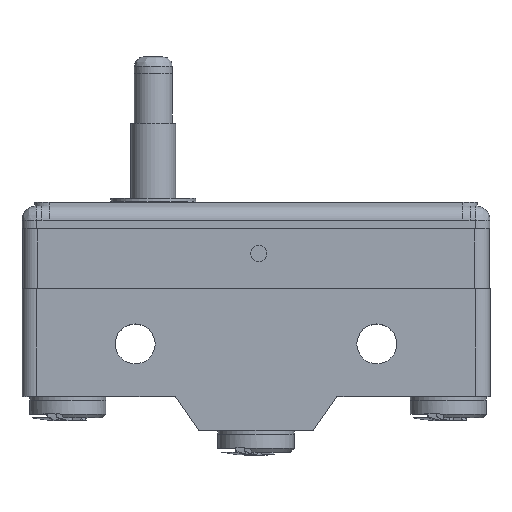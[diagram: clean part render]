
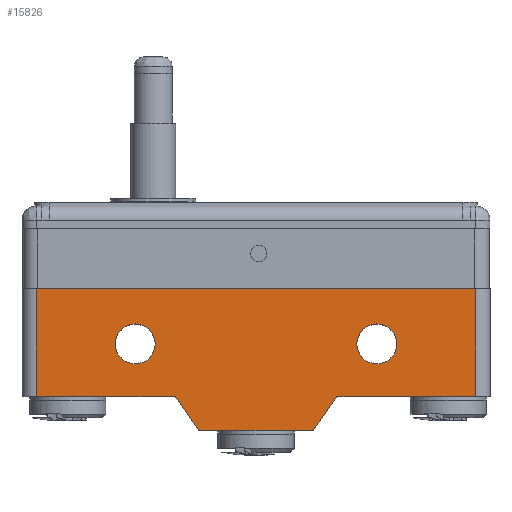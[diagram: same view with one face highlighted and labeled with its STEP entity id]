
A CAD part, top view. The second image highlights one B-rep face of the part: STEP entity #15826.
In plain terms, the highlighted planar face has unit normal (0, 0, 1).
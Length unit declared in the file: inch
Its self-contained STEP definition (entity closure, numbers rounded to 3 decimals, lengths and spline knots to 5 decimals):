
#225 = EDGE_LOOP ( 'NONE', ( #7955 ) ) ;
#299 = VECTOR ( 'NONE', #6506, 39.37008 ) ;
#426 = DIRECTION ( 'NONE',  ( -1., 0., 0. ) ) ;
#585 = EDGE_CURVE ( 'NONE', #4093, #20561, #9264, .T. ) ;
#613 = CARTESIAN_POINT ( 'NONE',  ( 0.9685, -0.83465, 0.3435 ) ) ;
#903 = LINE ( 'NONE', #2822, #8753 ) ;
#963 = CARTESIAN_POINT ( 'NONE',  ( -0.33418, -0.69291, 0.3435 ) ) ;
#986 = ORIENTED_EDGE ( 'NONE', *, *, #585, .F. ) ;
#1096 = EDGE_CURVE ( 'NONE', #8848, #11910, #9371, .T. ) ;
#1253 = ORIENTED_EDGE ( 'NONE', *, *, #5025, .T. ) ;
#1319 = EDGE_CURVE ( 'NONE', #20723, #4093, #20907, .T. ) ;
#1420 = CARTESIAN_POINT ( 'NONE',  ( 0.90945, -0.24803, 0.3435 ) ) ;
#1899 = CARTESIAN_POINT ( 'NONE',  ( 0.9685, -0.69291, 0.3435 ) ) ;
#1950 = VECTOR ( 'NONE', #21531, 39.37008 ) ;
#2379 = DIRECTION ( 'NONE',  ( -0.569, 0.823, 0. ) ) ;
#2422 = EDGE_CURVE ( 'NONE', #19303, #8848, #903, .T. ) ;
#2481 = LINE ( 'NONE', #2798, #1950 ) ;
#2798 = CARTESIAN_POINT ( 'NONE',  ( 0.90945, -0.69291, 0.3435 ) ) ;
#2822 = CARTESIAN_POINT ( 'NONE',  ( -0.23622, -0.83465, 0.3435 ) ) ;
#2973 = VERTEX_POINT ( 'NONE', #8421 ) ;
#3299 = CARTESIAN_POINT ( 'NONE',  ( 0.90945, -0.69291, 0.3435 ) ) ;
#3338 = FACE_BOUND ( 'NONE', #21159, .T. ) ;
#3581 = EDGE_CURVE ( 'NONE', #20561, #19303, #10228, .T. ) ;
#3598 = DIRECTION ( 'NONE',  ( 0., 0., -1. ) ) ;
#4093 = VERTEX_POINT ( 'NONE', #13365 ) ;
#4670 = CARTESIAN_POINT ( 'NONE',  ( 0.9685, -0.69291, 0.3435 ) ) ;
#5025 = EDGE_CURVE ( 'NONE', #10973, #13532, #21260, .T. ) ;
#5295 = AXIS2_PLACEMENT_3D ( 'NONE', #1899, #3598, #426 ) ;
#5340 = DIRECTION ( 'NONE',  ( 0., 1., 0. ) ) ;
#5710 = FACE_BOUND ( 'NONE', #225, .T. ) ;
#6257 = CIRCLE ( 'NONE', #16364, 0.08268 ) ;
#6506 = DIRECTION ( 'NONE',  ( -0.572, -0.82, 0. ) ) ;
#7004 = FACE_OUTER_BOUND ( 'NONE', #19137, .T. ) ;
#7189 = DIRECTION ( 'NONE',  ( 0., 0., 1. ) ) ;
#7695 = CARTESIAN_POINT ( 'NONE',  ( -1.04331, -0.24803, 0.3435 ) ) ;
#7912 = DIRECTION ( 'NONE',  ( 1., 0., 0. ) ) ;
#7955 = ORIENTED_EDGE ( 'NONE', *, *, #15894, .F. ) ;
#8299 = VECTOR ( 'NONE', #9101, 39.37008 ) ;
#8421 = CARTESIAN_POINT ( 'NONE',  ( 0.58268, -0.47638, 0.3435 ) ) ;
#8457 = EDGE_CURVE ( 'NONE', #11910, #13532, #14094, .T. ) ;
#8753 = VECTOR ( 'NONE', #2379, 39.37008 ) ;
#8838 = VECTOR ( 'NONE', #5340, 39.37008 ) ;
#8848 = VERTEX_POINT ( 'NONE', #963 ) ;
#9028 = VERTEX_POINT ( 'NONE', #15154 ) ;
#9101 = DIRECTION ( 'NONE',  ( -1., 0., 0. ) ) ;
#9264 = LINE ( 'NONE', #10148, #299 ) ;
#9358 = ORIENTED_EDGE ( 'NONE', *, *, #1319, .F. ) ;
#9371 = LINE ( 'NONE', #15671, #8299 ) ;
#9497 = ORIENTED_EDGE ( 'NONE', *, *, #8457, .F. ) ;
#9544 = ORIENTED_EDGE ( 'NONE', *, *, #2422, .F. ) ;
#9584 = DIRECTION ( 'NONE',  ( -1., 0., 0. ) ) ;
#9978 = ORIENTED_EDGE ( 'NONE', *, *, #3581, .F. ) ;
#10148 = CARTESIAN_POINT ( 'NONE',  ( 0.33511, -0.69291, 0.3435 ) ) ;
#10228 = LINE ( 'NONE', #613, #15467 ) ;
#10264 = CIRCLE ( 'NONE', #15550, 0.08268 ) ;
#10481 = CARTESIAN_POINT ( 'NONE',  ( 0.5, -0.47638, 0.3435 ) ) ;
#10973 = VERTEX_POINT ( 'NONE', #1420 ) ;
#11161 = CARTESIAN_POINT ( 'NONE',  ( -0.90945, -0.69291, 0.3435 ) ) ;
#11910 = VERTEX_POINT ( 'NONE', #11161 ) ;
#12076 = PLANE ( 'NONE',  #5295 ) ;
#12520 = CARTESIAN_POINT ( 'NONE',  ( -0.23622, -0.83465, 0.3435 ) ) ;
#12617 = ORIENTED_EDGE ( 'NONE', *, *, #17154, .F. ) ;
#13365 = CARTESIAN_POINT ( 'NONE',  ( 0.33511, -0.69291, 0.3435 ) ) ;
#13532 = VERTEX_POINT ( 'NONE', #19097 ) ;
#13676 = CARTESIAN_POINT ( 'NONE',  ( -0.90945, -0.69291, 0.3435 ) ) ;
#14094 = LINE ( 'NONE', #13676, #8838 ) ;
#15154 = CARTESIAN_POINT ( 'NONE',  ( -0.41732, -0.47638, 0.3435 ) ) ;
#15467 = VECTOR ( 'NONE', #19037, 39.37008 ) ;
#15550 = AXIS2_PLACEMENT_3D ( 'NONE', #17932, #21495, #7912 ) ;
#15671 = CARTESIAN_POINT ( 'NONE',  ( 0.9685, -0.69291, 0.3435 ) ) ;
#15826 = ADVANCED_FACE ( 'NONE', ( #3338, #7004, #5710 ), #12076, .F. ) ;
#15894 = EDGE_CURVE ( 'NONE', #2973, #2973, #6257, .T. ) ;
#16364 = AXIS2_PLACEMENT_3D ( 'NONE', #10481, #7189, #18923 ) ;
#16712 = ORIENTED_EDGE ( 'NONE', *, *, #17616, .F. ) ;
#17154 = EDGE_CURVE ( 'NONE', #10973, #20723, #2481, .T. ) ;
#17418 = CARTESIAN_POINT ( 'NONE',  ( 0.23622, -0.83465, 0.3435 ) ) ;
#17616 = EDGE_CURVE ( 'NONE', #9028, #9028, #10264, .T. ) ;
#17932 = CARTESIAN_POINT ( 'NONE',  ( -0.5, -0.47638, 0.3435 ) ) ;
#18923 = DIRECTION ( 'NONE',  ( 1., 0., 0. ) ) ;
#19037 = DIRECTION ( 'NONE',  ( -1., 0., 0. ) ) ;
#19097 = CARTESIAN_POINT ( 'NONE',  ( -0.90945, -0.24803, 0.3435 ) ) ;
#19137 = EDGE_LOOP ( 'NONE', ( #9544, #9978, #986, #9358, #12617, #1253, #9497, #20564 ) ) ;
#19303 = VERTEX_POINT ( 'NONE', #12520 ) ;
#19599 = VECTOR ( 'NONE', #9584, 39.37008 ) ;
#20180 = VECTOR ( 'NONE', #21215, 39.37008 ) ;
#20561 = VERTEX_POINT ( 'NONE', #17418 ) ;
#20564 = ORIENTED_EDGE ( 'NONE', *, *, #1096, .F. ) ;
#20723 = VERTEX_POINT ( 'NONE', #3299 ) ;
#20907 = LINE ( 'NONE', #4670, #19599 ) ;
#21159 = EDGE_LOOP ( 'NONE', ( #16712 ) ) ;
#21215 = DIRECTION ( 'NONE',  ( -1., 0., 0. ) ) ;
#21260 = LINE ( 'NONE', #7695, #20180 ) ;
#21495 = DIRECTION ( 'NONE',  ( 0., 0., 1. ) ) ;
#21531 = DIRECTION ( 'NONE',  ( 0., -1., 0. ) ) ;
